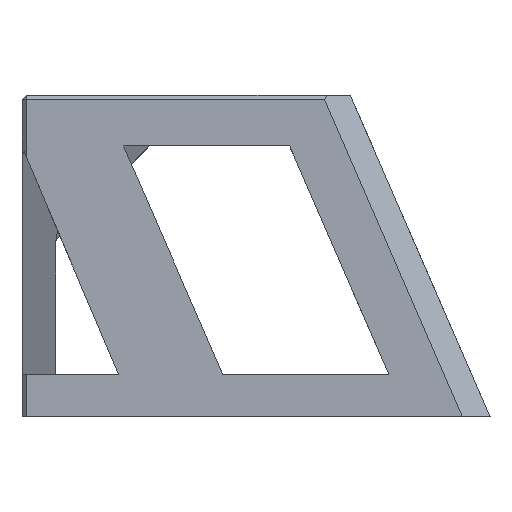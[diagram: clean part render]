
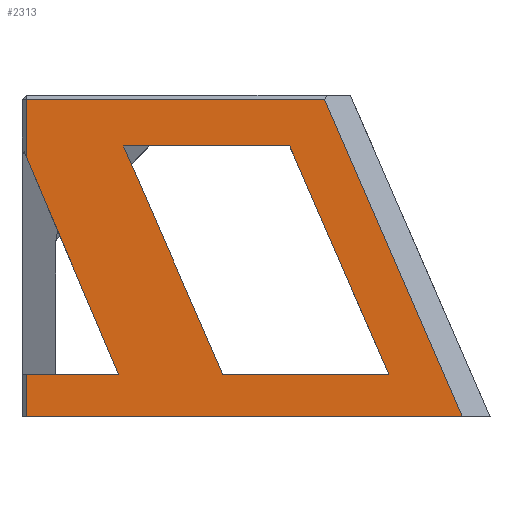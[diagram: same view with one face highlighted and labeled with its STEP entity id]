
A CAD part, left-side view. The second image highlights one B-rep face of the part: STEP entity #2313.
In plain terms, the highlighted planar face has unit normal (-1, 0, 0).
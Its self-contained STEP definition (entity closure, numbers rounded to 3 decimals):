
#27 = DIRECTION ( 'NONE',  ( 0., 1., 0. ) ) ;
#86 = EDGE_CURVE ( 'NONE', #2859, #1940, #1214, .T. ) ;
#87 = CARTESIAN_POINT ( 'NONE',  ( -29.828, 61.854, 448. ) ) ;
#122 = EDGE_CURVE ( 'NONE', #1940, #803, #525, .T. ) ;
#129 = DIRECTION ( 'NONE',  ( 0., -0.39, -0.921 ) ) ;
#197 = DIRECTION ( 'NONE',  ( -1., 0., 0. ) ) ;
#258 = LINE ( 'NONE', #1285, #1290 ) ;
#330 = VECTOR ( 'NONE', #2021, 1000. ) ;
#357 = EDGE_CURVE ( 'NONE', #3001, #2176, #2459, .T. ) ;
#366 = VECTOR ( 'NONE', #565, 1000. ) ;
#394 = EDGE_CURVE ( 'NONE', #730, #892, #258, .T. ) ;
#401 = DIRECTION ( 'NONE',  ( 0., -1., 0. ) ) ;
#402 = CARTESIAN_POINT ( 'NONE',  ( -29.828, 61.354, 446.755 ) ) ;
#525 = LINE ( 'NONE', #2585, #603 ) ;
#565 = DIRECTION ( 'NONE',  ( 0., 0.398, 0.917 ) ) ;
#593 = VECTOR ( 'NONE', #2497, 1000. ) ;
#603 = VECTOR ( 'NONE', #27, 1000. ) ;
#634 = VECTOR ( 'NONE', #1383, 1000. ) ;
#646 = FACE_BOUND ( 'NONE', #1686, .T. ) ;
#654 = CARTESIAN_POINT ( 'NONE',  ( -29.828, 9.825, 416. ) ) ;
#680 = EDGE_CURVE ( 'NONE', #2176, #3243, #792, .T. ) ;
#730 = VERTEX_POINT ( 'NONE', #2074 ) ;
#740 = AXIS2_PLACEMENT_3D ( 'NONE', #1490, #197, #401 ) ;
#759 = CARTESIAN_POINT ( 'NONE',  ( -29.828, 61.354, 421. ) ) ;
#792 = LINE ( 'NONE', #2806, #330 ) ;
#800 = CARTESIAN_POINT ( 'NONE',  ( -29.828, 30.224, 448. ) ) ;
#803 = VERTEX_POINT ( 'NONE', #1601 ) ;
#845 = EDGE_CURVE ( 'NONE', #1407, #2859, #1881, .T. ) ;
#892 = VERTEX_POINT ( 'NONE', #2734 ) ;
#956 = ORIENTED_EDGE ( 'NONE', *, *, #394, .T. ) ;
#1032 = LINE ( 'NONE', #1837, #2350 ) ;
#1047 = ORIENTED_EDGE ( 'NONE', *, *, #86, .T. ) ;
#1048 = EDGE_CURVE ( 'NONE', #892, #3001, #1893, .T. ) ;
#1137 = VERTEX_POINT ( 'NONE', #654 ) ;
#1146 = ORIENTED_EDGE ( 'NONE', *, *, #2811, .T. ) ;
#1214 = LINE ( 'NONE', #2723, #593 ) ;
#1229 = DIRECTION ( 'NONE',  ( 0., -0.398, -0.917 ) ) ;
#1251 = CARTESIAN_POINT ( 'NONE',  ( -29.828, 48.022, 443.784 ) ) ;
#1259 = ORIENTED_EDGE ( 'NONE', *, *, #680, .T. ) ;
#1285 = CARTESIAN_POINT ( 'NONE',  ( -29.828, 61.854, 453.5 ) ) ;
#1290 = VECTOR ( 'NONE', #2299, 1000. ) ;
#1358 = EDGE_CURVE ( 'NONE', #730, #1137, #2770, .T. ) ;
#1383 = DIRECTION ( 'NONE',  ( 0., 0.398, 0.917 ) ) ;
#1407 = VERTEX_POINT ( 'NONE', #3293 ) ;
#1417 = ORIENTED_EDGE ( 'NONE', *, *, #845, .T. ) ;
#1425 = VERTEX_POINT ( 'NONE', #1251 ) ;
#1448 = ORIENTED_EDGE ( 'NONE', *, *, #122, .T. ) ;
#1490 = CARTESIAN_POINT ( 'NONE',  ( -29.828, 61.854, 416. ) ) ;
#1497 = VECTOR ( 'NONE', #129, 1000. ) ;
#1577 = CARTESIAN_POINT ( 'NONE',  ( -29.828, 18.495, 421. ) ) ;
#1601 = CARTESIAN_POINT ( 'NONE',  ( -29.828, 38.125, 421. ) ) ;
#1608 = VERTEX_POINT ( 'NONE', #2753 ) ;
#1617 = CARTESIAN_POINT ( 'NONE',  ( -29.828, 61.354, 416. ) ) ;
#1638 = LINE ( 'NONE', #2673, #634 ) ;
#1686 = EDGE_LOOP ( 'NONE', ( #1047, #1448, #2338, #2800, #1417 ) ) ;
#1825 = VECTOR ( 'NONE', #2930, 1000. ) ;
#1837 = CARTESIAN_POINT ( 'NONE',  ( -29.828, 25.854, 416. ) ) ;
#1881 = LINE ( 'NONE', #87, #2088 ) ;
#1893 = LINE ( 'NONE', #1617, #1825 ) ;
#1940 = VERTEX_POINT ( 'NONE', #1577 ) ;
#1987 = EDGE_CURVE ( 'NONE', #3243, #1608, #2959, .T. ) ;
#2021 = DIRECTION ( 'NONE',  ( 0., 1., 0. ) ) ;
#2027 = LINE ( 'NONE', #3071, #366 ) ;
#2028 = EDGE_CURVE ( 'NONE', #803, #1425, #1638, .T. ) ;
#2050 = DIRECTION ( 'NONE',  ( 0., -1., 0. ) ) ;
#2074 = CARTESIAN_POINT ( 'NONE',  ( -29.828, 26.115, 453.5 ) ) ;
#2088 = VECTOR ( 'NONE', #2921, 1000. ) ;
#2165 = EDGE_CURVE ( 'NONE', #1425, #1407, #2027, .T. ) ;
#2176 = VERTEX_POINT ( 'NONE', #3101 ) ;
#2177 = FACE_OUTER_BOUND ( 'NONE', #2465, .T. ) ;
#2220 = ORIENTED_EDGE ( 'NONE', *, *, #1048, .T. ) ;
#2266 = ORIENTED_EDGE ( 'NONE', *, *, #1358, .F. ) ;
#2299 = DIRECTION ( 'NONE',  ( 0., 1., 0. ) ) ;
#2313 = ADVANCED_FACE ( 'NONE', ( #646, #2177 ), #2878, .T. ) ;
#2332 = ORIENTED_EDGE ( 'NONE', *, *, #357, .T. ) ;
#2338 = ORIENTED_EDGE ( 'NONE', *, *, #2028, .T. ) ;
#2350 = VECTOR ( 'NONE', #2050, 1000. ) ;
#2459 = LINE ( 'NONE', #2944, #1497 ) ;
#2465 = EDGE_LOOP ( 'NONE', ( #2332, #1259, #3157, #1146, #2266, #956, #2220 ) ) ;
#2497 = DIRECTION ( 'NONE',  ( 0., -0.398, -0.917 ) ) ;
#2585 = CARTESIAN_POINT ( 'NONE',  ( -29.828, 61.854, 421. ) ) ;
#2673 = CARTESIAN_POINT ( 'NONE',  ( -29.828, 38.125, 421. ) ) ;
#2692 = DIRECTION ( 'NONE',  ( 0., 0., -1. ) ) ;
#2723 = CARTESIAN_POINT ( 'NONE',  ( -29.828, 30.224, 448. ) ) ;
#2734 = CARTESIAN_POINT ( 'NONE',  ( -29.828, 61.354, 453.5 ) ) ;
#2745 = VECTOR ( 'NONE', #1229, 1000. ) ;
#2753 = CARTESIAN_POINT ( 'NONE',  ( -29.828, 61.354, 416. ) ) ;
#2770 = LINE ( 'NONE', #3024, #2745 ) ;
#2800 = ORIENTED_EDGE ( 'NONE', *, *, #2165, .T. ) ;
#2806 = CARTESIAN_POINT ( 'NONE',  ( -29.828, 61.854, 421. ) ) ;
#2811 = EDGE_CURVE ( 'NONE', #1608, #1137, #1032, .T. ) ;
#2834 = VECTOR ( 'NONE', #2692, 1000. ) ;
#2859 = VERTEX_POINT ( 'NONE', #800 ) ;
#2878 = PLANE ( 'NONE',  #740 ) ;
#2905 = CARTESIAN_POINT ( 'NONE',  ( -29.828, 61.354, 416. ) ) ;
#2921 = DIRECTION ( 'NONE',  ( 0., -1., 0. ) ) ;
#2930 = DIRECTION ( 'NONE',  ( 0., 0., -1. ) ) ;
#2944 = CARTESIAN_POINT ( 'NONE',  ( -29.828, 61.354, 446.755 ) ) ;
#2959 = LINE ( 'NONE', #2905, #2834 ) ;
#3001 = VERTEX_POINT ( 'NONE', #402 ) ;
#3024 = CARTESIAN_POINT ( 'NONE',  ( -29.828, 26.115, 453.5 ) ) ;
#3071 = CARTESIAN_POINT ( 'NONE',  ( -29.828, 48.022, 443.784 ) ) ;
#3101 = CARTESIAN_POINT ( 'NONE',  ( -29.828, 50.44, 421. ) ) ;
#3157 = ORIENTED_EDGE ( 'NONE', *, *, #1987, .T. ) ;
#3243 = VERTEX_POINT ( 'NONE', #759 ) ;
#3293 = CARTESIAN_POINT ( 'NONE',  ( -29.828, 49.854, 448. ) ) ;
